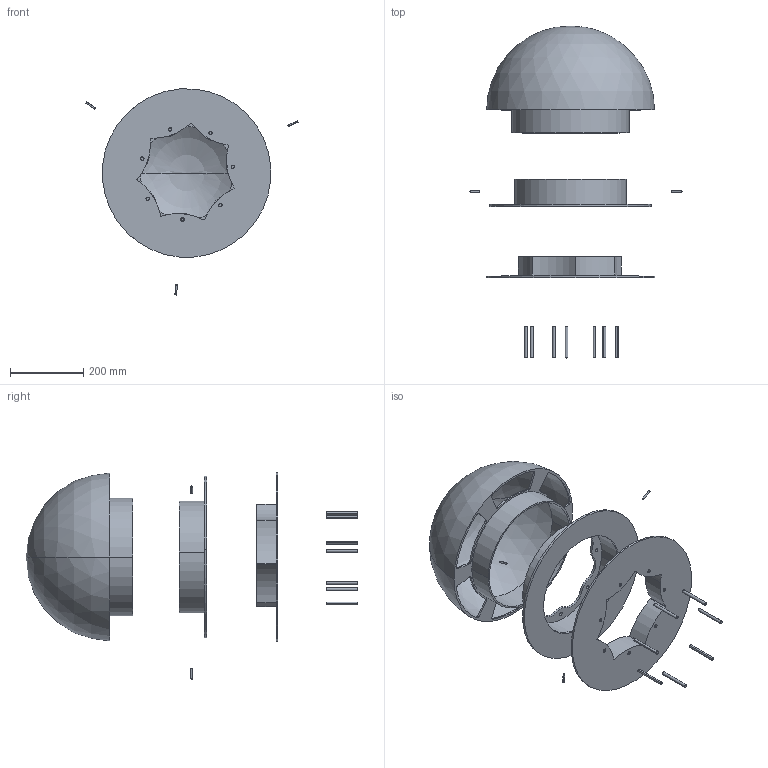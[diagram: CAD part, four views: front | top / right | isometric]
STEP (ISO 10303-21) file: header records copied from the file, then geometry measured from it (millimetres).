
FILE_DESCRIPTION (( 'STEP AP214' ), '1' );
FILE_NAME ('Mushroom head-exploded view.STEP', '2025-01-31T17:47:14', ( '' ), ( '' ), 'SwSTEP 2.0', 'SolidWorks 2024', '' );
FILE_SCHEMA (( 'AUTOMOTIVE_DESIGN' ));
Length unit declared in the file: inch
Products named in the file (6): lower part; bolt_5%16'''' x 3 3%8''''; bolt_3%16'''' x 1 1&8''''; Mushroom head-exploded view; Mushroom-head dome top; middle part
Assembly tree (13 placements, depth 2):
  Mushroom head-exploded view
    Mushroom-head dome top
    middle part
    lower part
    bolt_5%16'''' x 3 3%8''''  x7
    bolt_3%16'''' x 1 1&8''''  x3
Bounding box: 577.5 x 904.13 x 561.22 mm (x, y, z)
Volume: 3889966.6 mm3; surface area: 1576058.6 mm2
Topology: 14 solids, 14 shells, 202 faces, 513 edges, 340 vertices
Faces by surface type: cylinder 155, plane 43, sphere 4
Entity records: 5883 total; most frequent: DIRECTION 1115, CARTESIAN_POINT 951, ORIENTED_EDGE 918, AXIS2_PLACEMENT_3D 470, EDGE_CURVE 459, VERTEX_POINT 306, CIRCLE 284, EDGE_LOOP 221
